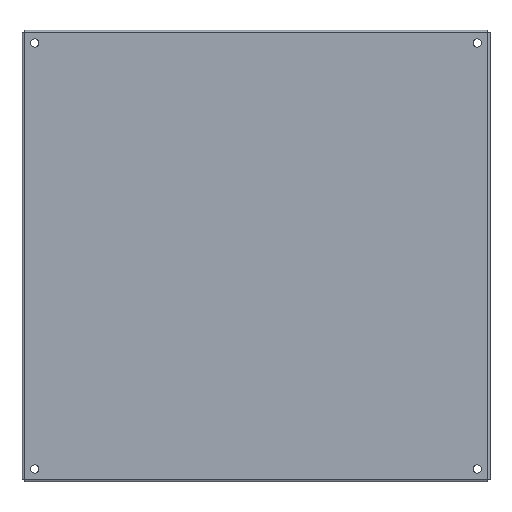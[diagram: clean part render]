
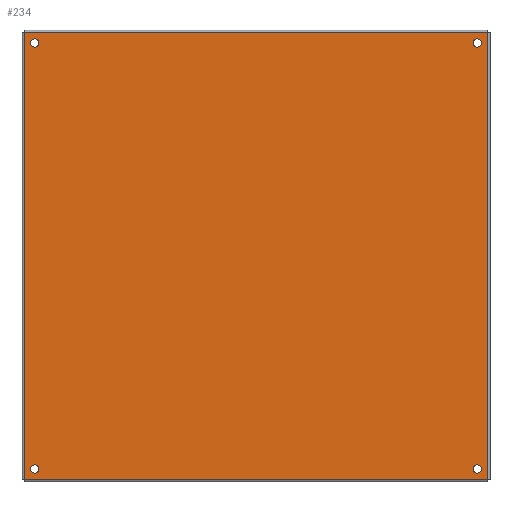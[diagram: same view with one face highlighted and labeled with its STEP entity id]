
A CAD part, front view. The second image highlights one B-rep face of the part: STEP entity #234.
In plain terms, the highlighted planar face has unit normal (0, -1, 0).
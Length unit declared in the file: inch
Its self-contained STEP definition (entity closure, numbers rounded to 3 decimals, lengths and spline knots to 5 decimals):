
#1 = AXIS2_PLACEMENT_3D ( 'NONE', #355, #747, #1191 ) ;
#6 = CARTESIAN_POINT ( 'NONE',  ( 15.857, 0., -15.2945 ) ) ;
#18 = EDGE_CURVE ( 'NONE', #980, #939, #991, .T. ) ;
#20 = CARTESIAN_POINT ( 'NONE',  ( 15.125, 0., 14.28125 ) ) ;
#29 = DIRECTION ( 'NONE',  ( 0., 1., 0. ) ) ;
#48 = AXIS2_PLACEMENT_3D ( 'NONE', #975, #29, #704 ) ;
#50 = CARTESIAN_POINT ( 'NONE',  ( -15.125, 0., -14.5625 ) ) ;
#53 = CIRCLE ( 'NONE', #988, 0.28125 ) ;
#56 = EDGE_CURVE ( 'NONE', #218, #86, #412, .T. ) ;
#79 = EDGE_LOOP ( 'NONE', ( #1026, #789 ) ) ;
#86 = VERTEX_POINT ( 'NONE', #1072 ) ;
#90 = DIRECTION ( 'NONE',  ( 1., 0., 0. ) ) ;
#113 = AXIS2_PLACEMENT_3D ( 'NONE', #461, #278, #1110 ) ;
#121 = CIRCLE ( 'NONE', #48, 0.28125 ) ;
#134 = CARTESIAN_POINT ( 'NONE',  ( 15.125, 0., -14.5625 ) ) ;
#136 = CARTESIAN_POINT ( 'NONE',  ( -15.125, 0., 14.5625 ) ) ;
#139 = VERTEX_POINT ( 'NONE', #1001 ) ;
#167 = CIRCLE ( 'NONE', #1, 0.28125 ) ;
#176 = CARTESIAN_POINT ( 'NONE',  ( 15.857, 0., 15.2945 ) ) ;
#208 = LINE ( 'NONE', #561, #1183 ) ;
#211 = ORIENTED_EDGE ( 'NONE', *, *, #1112, .F. ) ;
#218 = VERTEX_POINT ( 'NONE', #424 ) ;
#233 = DIRECTION ( 'NONE',  ( 0., 0., 1. ) ) ;
#234 = ADVANCED_FACE ( 'NONE', ( #257, #1154, #503, #790, #428 ), #622, .F. ) ;
#249 = AXIS2_PLACEMENT_3D ( 'NONE', #910, #996, #1083 ) ;
#257 = FACE_OUTER_BOUND ( 'NONE', #368, .T. ) ;
#264 = VERTEX_POINT ( 'NONE', #6 ) ;
#267 = EDGE_CURVE ( 'NONE', #493, #139, #167, .T. ) ;
#278 = DIRECTION ( 'NONE',  ( 0., 1., 0. ) ) ;
#291 = VERTEX_POINT ( 'NONE', #176 ) ;
#303 = CARTESIAN_POINT ( 'NONE',  ( 15.857, 0., 15.2945 ) ) ;
#355 = CARTESIAN_POINT ( 'NONE',  ( 15.125, 0., 14.5625 ) ) ;
#366 = CARTESIAN_POINT ( 'NONE',  ( -15.857, 0., 15.2945 ) ) ;
#368 = EDGE_LOOP ( 'NONE', ( #554, #211, #977, #873 ) ) ;
#391 = DIRECTION ( 'NONE',  ( 0., 0., -1. ) ) ;
#407 = LINE ( 'NONE', #303, #836 ) ;
#410 = VECTOR ( 'NONE', #1040, 39.37008 ) ;
#411 = CARTESIAN_POINT ( 'NONE',  ( -15.125, 0., 14.28125 ) ) ;
#412 = CIRCLE ( 'NONE', #906, 0.28125 ) ;
#424 = CARTESIAN_POINT ( 'NONE',  ( -15.125, 0., -14.28125 ) ) ;
#428 = FACE_BOUND ( 'NONE', #994, .T. ) ;
#438 = CARTESIAN_POINT ( 'NONE',  ( -15.857, 0., -15.2945 ) ) ;
#442 = AXIS2_PLACEMENT_3D ( 'NONE', #665, #960, #1041 ) ;
#461 = CARTESIAN_POINT ( 'NONE',  ( 15.125, 0., 14.5625 ) ) ;
#465 = DIRECTION ( 'NONE',  ( -1., 0., 0. ) ) ;
#469 = EDGE_CURVE ( 'NONE', #755, #749, #614, .T. ) ;
#493 = VERTEX_POINT ( 'NONE', #20 ) ;
#503 = FACE_BOUND ( 'NONE', #79, .T. ) ;
#511 = ORIENTED_EDGE ( 'NONE', *, *, #1078, .T. ) ;
#515 = DIRECTION ( 'NONE',  ( 0., 1., 0. ) ) ;
#524 = ORIENTED_EDGE ( 'NONE', *, *, #817, .T. ) ;
#545 = ORIENTED_EDGE ( 'NONE', *, *, #590, .T. ) ;
#547 = EDGE_LOOP ( 'NONE', ( #1117, #511 ) ) ;
#551 = CARTESIAN_POINT ( 'NONE',  ( -15.125, 0., -14.5625 ) ) ;
#554 = ORIENTED_EDGE ( 'NONE', *, *, #846, .F. ) ;
#555 = DIRECTION ( 'NONE',  ( 0., 1., 0. ) ) ;
#561 = CARTESIAN_POINT ( 'NONE',  ( -15.857, 0., -15.2945 ) ) ;
#565 = CIRCLE ( 'NONE', #1187, 0.28125 ) ;
#569 = EDGE_LOOP ( 'NONE', ( #872, #545 ) ) ;
#590 = EDGE_CURVE ( 'NONE', #791, #965, #565, .T. ) ;
#614 = LINE ( 'NONE', #956, #410 ) ;
#622 = PLANE ( 'NONE',  #249 ) ;
#627 = CARTESIAN_POINT ( 'NONE',  ( -15.857, 0., 15.2945 ) ) ;
#665 = CARTESIAN_POINT ( 'NONE',  ( -15.125, 0., 14.5625 ) ) ;
#679 = AXIS2_PLACEMENT_3D ( 'NONE', #134, #989, #903 ) ;
#704 = DIRECTION ( 'NONE',  ( 0., 0., 1. ) ) ;
#747 = DIRECTION ( 'NONE',  ( 0., 1., 0. ) ) ;
#749 = VERTEX_POINT ( 'NONE', #627 ) ;
#755 = VERTEX_POINT ( 'NONE', #438 ) ;
#789 = ORIENTED_EDGE ( 'NONE', *, *, #267, .T. ) ;
#790 = FACE_BOUND ( 'NONE', #569, .T. ) ;
#791 = VERTEX_POINT ( 'NONE', #411 ) ;
#795 = EDGE_CURVE ( 'NONE', #749, #291, #1194, .T. ) ;
#806 = EDGE_CURVE ( 'NONE', #139, #493, #1046, .T. ) ;
#817 = EDGE_CURVE ( 'NONE', #86, #218, #53, .T. ) ;
#836 = VECTOR ( 'NONE', #391, 39.37008 ) ;
#846 = EDGE_CURVE ( 'NONE', #264, #755, #208, .T. ) ;
#861 = CARTESIAN_POINT ( 'NONE',  ( 15.125, 0., -14.84375 ) ) ;
#872 = ORIENTED_EDGE ( 'NONE', *, *, #944, .T. ) ;
#873 = ORIENTED_EDGE ( 'NONE', *, *, #469, .F. ) ;
#903 = DIRECTION ( 'NONE',  ( 0., 0., 1. ) ) ;
#906 = AXIS2_PLACEMENT_3D ( 'NONE', #50, #515, #233 ) ;
#910 = CARTESIAN_POINT ( 'NONE',  ( -15.857, 0., 15.2945 ) ) ;
#939 = VERTEX_POINT ( 'NONE', #861 ) ;
#944 = EDGE_CURVE ( 'NONE', #965, #791, #987, .T. ) ;
#947 = CARTESIAN_POINT ( 'NONE',  ( 15.125, 0., -14.28125 ) ) ;
#956 = CARTESIAN_POINT ( 'NONE',  ( -15.857, 0., 15.2945 ) ) ;
#960 = DIRECTION ( 'NONE',  ( 0., 1., 0. ) ) ;
#965 = VERTEX_POINT ( 'NONE', #1125 ) ;
#975 = CARTESIAN_POINT ( 'NONE',  ( 15.125, 0., -14.5625 ) ) ;
#976 = DIRECTION ( 'NONE',  ( 0., 0., 1. ) ) ;
#977 = ORIENTED_EDGE ( 'NONE', *, *, #795, .F. ) ;
#980 = VERTEX_POINT ( 'NONE', #947 ) ;
#987 = CIRCLE ( 'NONE', #442, 0.28125 ) ;
#988 = AXIS2_PLACEMENT_3D ( 'NONE', #551, #555, #1015 ) ;
#989 = DIRECTION ( 'NONE',  ( 0., 1., 0. ) ) ;
#991 = CIRCLE ( 'NONE', #679, 0.28125 ) ;
#994 = EDGE_LOOP ( 'NONE', ( #1153, #524 ) ) ;
#996 = DIRECTION ( 'NONE',  ( 0., 1., 0. ) ) ;
#1001 = CARTESIAN_POINT ( 'NONE',  ( 15.125, 0., 14.84375 ) ) ;
#1004 = VECTOR ( 'NONE', #90, 39.37008 ) ;
#1015 = DIRECTION ( 'NONE',  ( 0., 0., 1. ) ) ;
#1026 = ORIENTED_EDGE ( 'NONE', *, *, #806, .T. ) ;
#1040 = DIRECTION ( 'NONE',  ( 0., 0., 1. ) ) ;
#1041 = DIRECTION ( 'NONE',  ( 0., 0., 1. ) ) ;
#1046 = CIRCLE ( 'NONE', #113, 0.28125 ) ;
#1058 = DIRECTION ( 'NONE',  ( 0., 1., 0. ) ) ;
#1072 = CARTESIAN_POINT ( 'NONE',  ( -15.125, 0., -14.84375 ) ) ;
#1078 = EDGE_CURVE ( 'NONE', #939, #980, #121, .T. ) ;
#1083 = DIRECTION ( 'NONE',  ( 0., 0., 1. ) ) ;
#1110 = DIRECTION ( 'NONE',  ( 0., 0., 1. ) ) ;
#1112 = EDGE_CURVE ( 'NONE', #291, #264, #407, .T. ) ;
#1117 = ORIENTED_EDGE ( 'NONE', *, *, #18, .T. ) ;
#1125 = CARTESIAN_POINT ( 'NONE',  ( -15.125, 0., 14.84375 ) ) ;
#1153 = ORIENTED_EDGE ( 'NONE', *, *, #56, .T. ) ;
#1154 = FACE_BOUND ( 'NONE', #547, .T. ) ;
#1183 = VECTOR ( 'NONE', #465, 39.37008 ) ;
#1187 = AXIS2_PLACEMENT_3D ( 'NONE', #136, #1058, #976 ) ;
#1191 = DIRECTION ( 'NONE',  ( 0., 0., 1. ) ) ;
#1194 = LINE ( 'NONE', #366, #1004 ) ;
